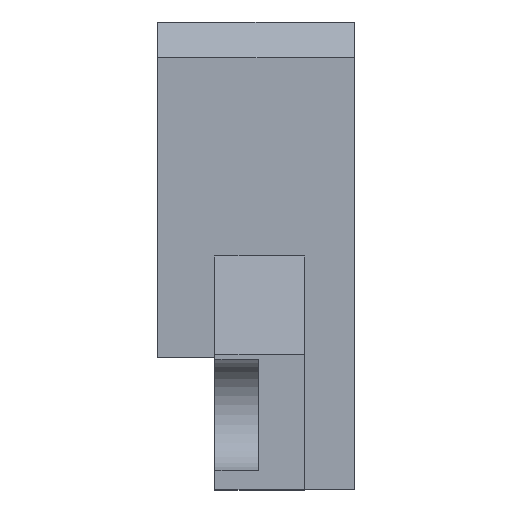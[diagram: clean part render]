
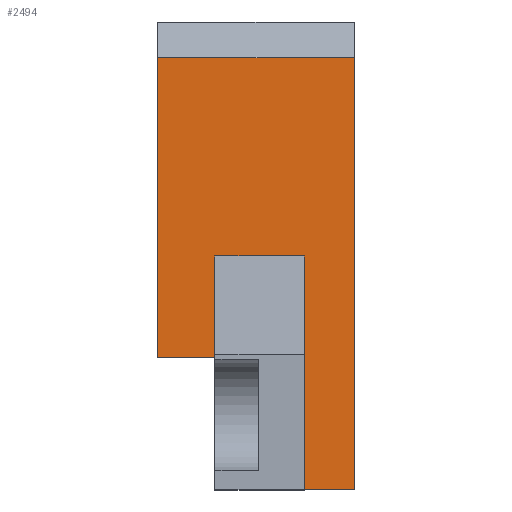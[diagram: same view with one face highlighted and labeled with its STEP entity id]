
A CAD part, left-side view. The second image highlights one B-rep face of the part: STEP entity #2494.
In plain terms, the highlighted planar face has unit normal (-1, 0, 0).
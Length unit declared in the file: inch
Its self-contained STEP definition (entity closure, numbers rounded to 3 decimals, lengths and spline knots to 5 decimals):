
#152=PLANE('',#2748);
#270=FACE_OUTER_BOUND('',#470,.T.);
#470=EDGE_LOOP('',(#2303,#2304,#2305,#2306,#2307,#2308,#2309,#2310));
#656=LINE('',#3810,#857);
#705=LINE('',#4512,#906);
#711=LINE('',#4524,#912);
#723=LINE('',#4551,#924);
#748=LINE('',#4620,#949);
#752=LINE('',#4626,#953);
#816=LINE('',#4789,#1017);
#817=LINE('',#4791,#1018);
#857=VECTOR('',#2851,0.3937);
#906=VECTOR('',#3148,0.3937);
#912=VECTOR('',#3158,0.3937);
#924=VECTOR('',#3178,0.3937);
#949=VECTOR('',#3235,0.3937);
#953=VECTOR('',#3241,0.3937);
#1017=VECTOR('',#3409,0.3937);
#1018=VECTOR('',#3412,0.3937);
#1074=VERTEX_POINT('',#3807);
#1075=VERTEX_POINT('',#3809);
#1165=VERTEX_POINT('',#4509);
#1166=VERTEX_POINT('',#4511);
#1170=VERTEX_POINT('',#4523);
#1181=VERTEX_POINT('',#4549);
#1210=VERTEX_POINT('',#4625);
#1257=VERTEX_POINT('',#4787);
#1323=EDGE_CURVE('',#1075,#1074,#656,.T.);
#1461=EDGE_CURVE('',#1165,#1166,#705,.T.);
#1467=EDGE_CURVE('',#1170,#1166,#711,.T.);
#1481=EDGE_CURVE('',#1181,#1165,#723,.T.);
#1516=EDGE_CURVE('',#1181,#1075,#748,.T.);
#1520=EDGE_CURVE('',#1170,#1210,#752,.T.);
#1603=EDGE_CURVE('',#1074,#1257,#816,.T.);
#1604=EDGE_CURVE('',#1257,#1210,#817,.T.);
#2303=ORIENTED_EDGE('',*,*,#1461,.F.);
#2304=ORIENTED_EDGE('',*,*,#1481,.F.);
#2305=ORIENTED_EDGE('',*,*,#1516,.T.);
#2306=ORIENTED_EDGE('',*,*,#1323,.T.);
#2307=ORIENTED_EDGE('',*,*,#1603,.T.);
#2308=ORIENTED_EDGE('',*,*,#1604,.T.);
#2309=ORIENTED_EDGE('',*,*,#1520,.F.);
#2310=ORIENTED_EDGE('',*,*,#1467,.T.);
#2494=ADVANCED_FACE('',(#270),#152,.T.);
#2748=AXIS2_PLACEMENT_3D('',#4803,#3431,#3432);
#2851=DIRECTION('',(0.,0.,1.));
#3148=DIRECTION('',(0.,-1.,0.));
#3158=DIRECTION('',(0.,0.,1.));
#3178=DIRECTION('',(0.,0.,1.));
#3235=DIRECTION('',(0.,-1.,0.));
#3241=DIRECTION('',(0.,1.,0.));
#3409=DIRECTION('',(0.,-1.,0.));
#3412=DIRECTION('',(0.,0.,-1.));
#3431=DIRECTION('center_axis',(-1.,0.,0.));
#3432=DIRECTION('ref_axis',(0.,0.,1.));
#3807=CARTESIAN_POINT('',(0.24028,0.39,0.43337));
#3809=CARTESIAN_POINT('',(0.24028,0.39,0.14849));
#3810=CARTESIAN_POINT('',(0.24028,0.39,-0.05788));
#4509=CARTESIAN_POINT('',(0.24028,0.55,0.98837));
#4511=CARTESIAN_POINT('',(0.24028,0.,0.98837));
#4512=CARTESIAN_POINT('',(0.24028,0.,0.98837));
#4523=CARTESIAN_POINT('',(0.24028,0.,-0.22163));
#4524=CARTESIAN_POINT('',(0.24028,0.,-0.22163));
#4549=CARTESIAN_POINT('',(0.24028,0.55,0.14849));
#4551=CARTESIAN_POINT('',(0.24028,0.55,-0.22163));
#4620=CARTESIAN_POINT('',(0.24028,0.2045,0.14849));
#4625=CARTESIAN_POINT('',(0.24028,0.14,-0.22163));
#4626=CARTESIAN_POINT('',(0.24028,0.,-0.22163));
#4787=CARTESIAN_POINT('',(0.24028,0.14,0.43337));
#4789=CARTESIAN_POINT('',(0.24028,0.07,0.43337));
#4791=CARTESIAN_POINT('',(0.24028,0.14,-0.05788));
#4803=CARTESIAN_POINT('Origin',(0.24028,0.,-0.22163));
